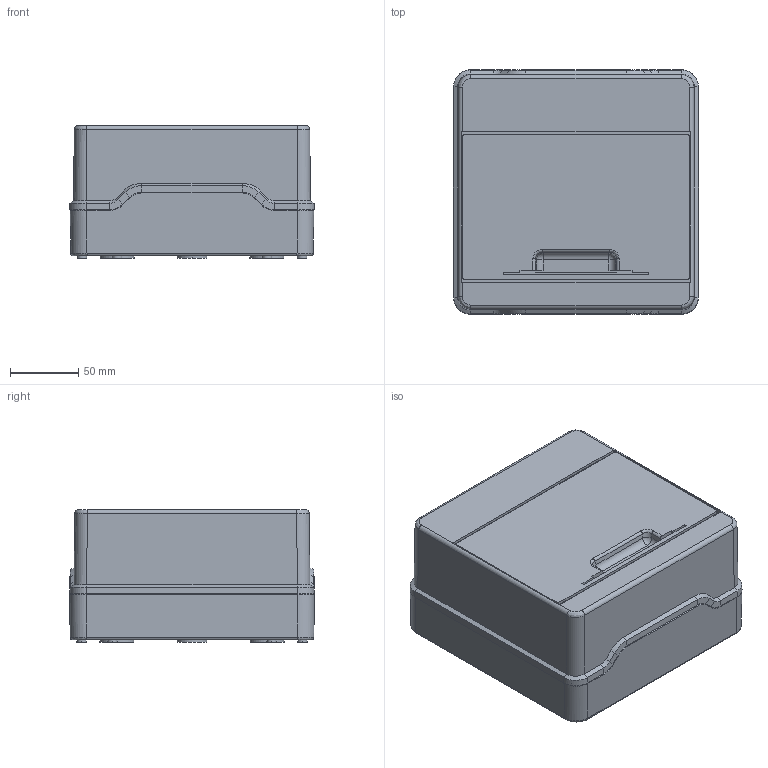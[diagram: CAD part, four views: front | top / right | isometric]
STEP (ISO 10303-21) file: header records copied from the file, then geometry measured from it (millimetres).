
FILE_DESCRIPTION((''),'2;1');
FILE_NAME('GW40003_ASM','2021-07-16T10:03:12',('User'),('Axiro Italia'),'CREO PARAMETRIC BY PTC INC, 2020354','CREO PARAMETRIC BY PTC INC, 2020354','');
FILE_SCHEMA(('CONFIG_CONTROL_DESIGN'));
Length unit declared in the file: millimetre
Products named in the file (4): GW40003_SCATOLA_OR; GW40003_COPERCHIO_REV01_OR; GUIDA_DIN_8; GW40003_ASM
Assembly tree (3 placements, depth 2):
  GW40003_ASM
    GW40003_SCATOLA_OR
    GW40003_COPERCHIO_REV01_OR
    GUIDA_DIN_8
Bounding box: 180 x 179.81 x 97.6 mm (x, y, z)
Volume: 882163.1 mm3; surface area: 300004.2 mm2
Topology: 3 solids, 3 shells, 746 faces, 1852 edges, 1170 vertices
Faces by surface type: plane 412, cylinder 152, cone 90, bspline 74, extrusion 16, sphere 2
Entity records: 26526 total; most frequent: CARTESIAN_POINT 9009, ORIENTED_EDGE 3704, DIRECTION 3394, EDGE_CURVE 1852, VECTOR 1260, LINE 1244, VERTEX_POINT 1170, AXIS2_PLACEMENT_3D 1067
